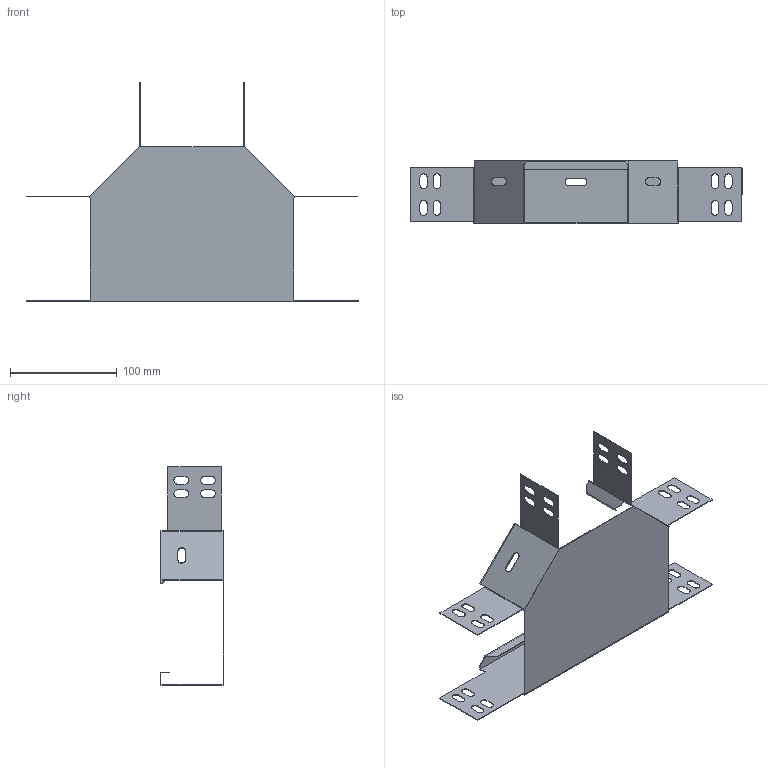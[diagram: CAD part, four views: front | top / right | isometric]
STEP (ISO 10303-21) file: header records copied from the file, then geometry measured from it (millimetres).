
FILE_DESCRIPTION (( 'STEP AP214' ), '1' );
FILE_NAME ('6043302.stp', '2018-10-02T12:50:23', ( '' ), ( '' ), 'SwSTEP 2.0', 'SolidWorks 2018', '' );
FILE_SCHEMA (( 'AUTOMOTIVE_DESIGN' ));
Length unit declared in the file: millimetre
Products named in the file (1): 6043302
Bounding box: 310.52 x 59.4 x 203.93 mm (x, y, z)
Volume: 45703.1 mm3; surface area: 132512.2 mm2
Topology: 1 solids, 1 shells, 226 faces, 640 edges, 416 vertices
Faces by surface type: plane 152, cylinder 64, bspline 10
Entity records: 7766 total; most frequent: CARTESIAN_POINT 1801, ORIENTED_EDGE 1280, DIRECTION 1142, EDGE_CURVE 640, LINE 452, VECTOR 452, VERTEX_POINT 416, AXIS2_PLACEMENT_3D 345
